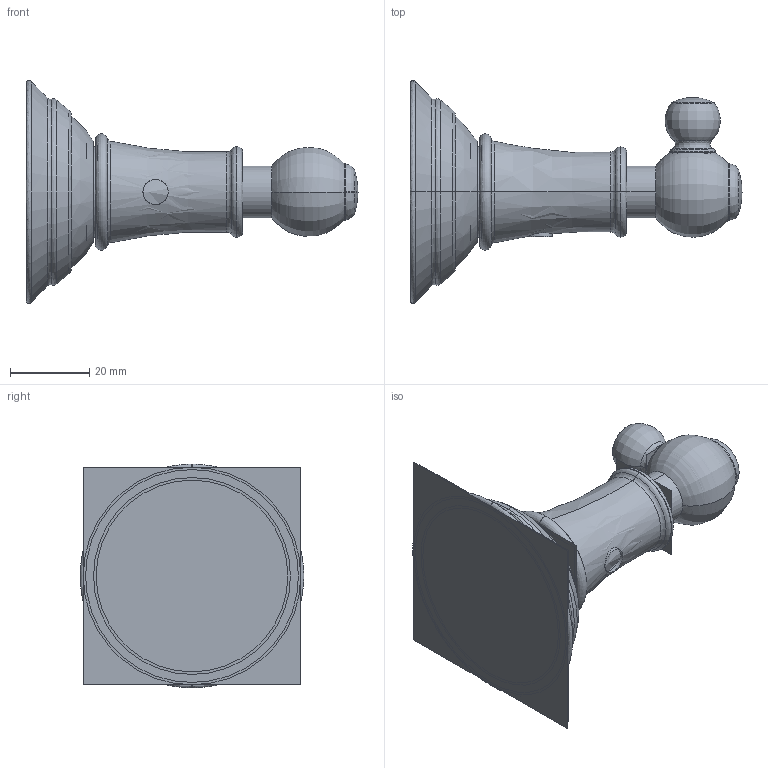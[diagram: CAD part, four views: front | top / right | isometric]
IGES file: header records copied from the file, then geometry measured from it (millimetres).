
Start section:  PTC IGES file: 5410_asm.igs
Global section: file name: 5410_asm.igs; native system: Creo Parametric by PTC Inc.; preprocessor: 2018400; author: jinson.thomas; organization: Unknown; date: 20190808.103557; units: inch
Bounding box: 83.97 x 56.55 x 56.56 mm (x, y, z)
Volume: 27992.7 mm3; surface area: 76680 mm2
Topology: 4 solids, 4 shells, 500 faces, 2562 edges, 3264 vertices
Faces by surface type: revolution 352, bspline 148
